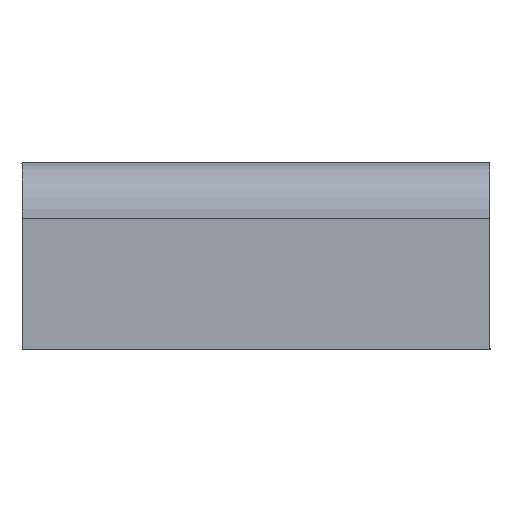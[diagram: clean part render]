
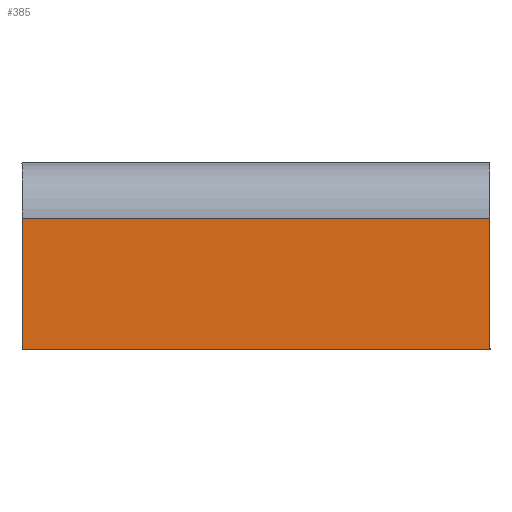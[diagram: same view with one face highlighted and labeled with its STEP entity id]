
A CAD part, left-side view. The second image highlights one B-rep face of the part: STEP entity #385.
In plain terms, the highlighted planar face has unit normal (-1, 0, 0).
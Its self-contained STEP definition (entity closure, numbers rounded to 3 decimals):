
#27=PLANE('',#430);
#40=FACE_OUTER_BOUND('',#65,.T.);
#65=EDGE_LOOP('',(#296,#297,#298,#299));
#99=LINE('',#621,#135);
#100=LINE('',#626,#136);
#101=LINE('',#629,#137);
#102=LINE('',#630,#138);
#135=VECTOR('',#496,10.);
#136=VECTOR('',#503,10.);
#137=VECTOR('',#506,10.);
#138=VECTOR('',#507,10.);
#192=VERTEX_POINT('',#618);
#193=VERTEX_POINT('',#620);
#194=VERTEX_POINT('',#624);
#195=VERTEX_POINT('',#628);
#230=EDGE_CURVE('',#192,#193,#99,.T.);
#233=EDGE_CURVE('',#193,#194,#100,.T.);
#234=EDGE_CURVE('',#195,#192,#101,.T.);
#235=EDGE_CURVE('',#194,#195,#102,.T.);
#296=ORIENTED_EDGE('',*,*,#233,.F.);
#297=ORIENTED_EDGE('',*,*,#230,.F.);
#298=ORIENTED_EDGE('',*,*,#234,.F.);
#299=ORIENTED_EDGE('',*,*,#235,.F.);
#385=ADVANCED_FACE('',(#40),#27,.T.);
#430=AXIS2_PLACEMENT_3D('',#627,#504,#505);
#496=DIRECTION('',(0.,0.,1.));
#503=DIRECTION('',(0.,-1.,0.));
#504=DIRECTION('center_axis',(-1.,0.,0.));
#505=DIRECTION('ref_axis',(0.,-1.,0.));
#506=DIRECTION('',(0.,1.,0.));
#507=DIRECTION('',(0.,0.,-1.));
#618=CARTESIAN_POINT('',(-55.,20.,-10.));
#620=CARTESIAN_POINT('',(-55.,20.,-3.));
#621=CARTESIAN_POINT('',(-55.,20.,-10.));
#624=CARTESIAN_POINT('',(-55.,-5.,-3.));
#626=CARTESIAN_POINT('',(-55.,15.,-3.));
#627=CARTESIAN_POINT('Origin',(-55.,20.,-10.));
#628=CARTESIAN_POINT('',(-55.,-5.,-10.));
#629=CARTESIAN_POINT('',(-55.,5.,-10.));
#630=CARTESIAN_POINT('',(-55.,-5.,-10.));
